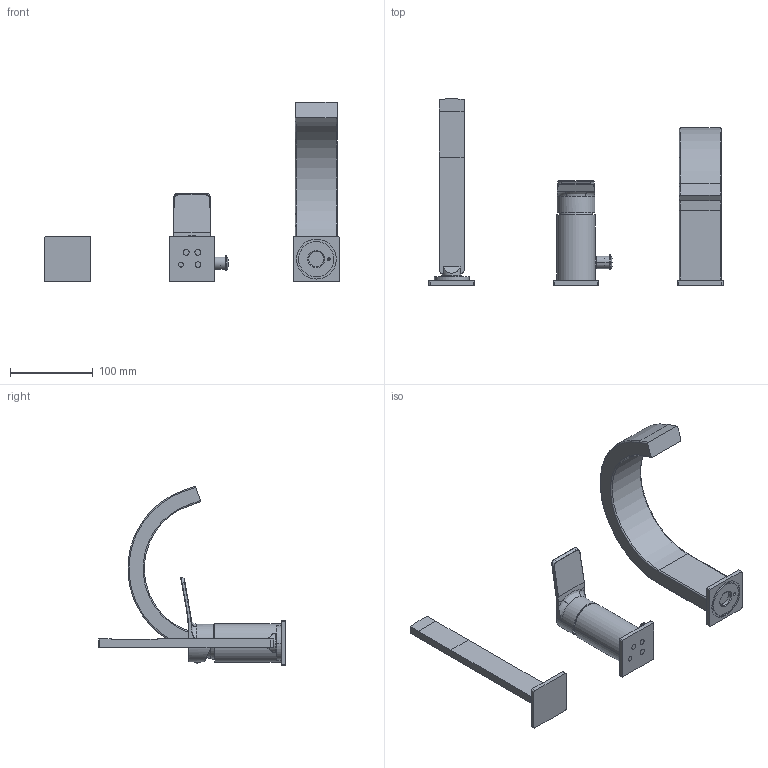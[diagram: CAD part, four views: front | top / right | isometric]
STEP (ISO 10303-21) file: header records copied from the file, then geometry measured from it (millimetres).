
FILE_DESCRIPTION((''),'2;1');
FILE_NAME('TI040CR','2021-11-08T17:22:05',('ut3'),('PAFFONI SpA'),'CREO PARAMETRIC BY PTC INC, 2020044','CREO PARAMETRIC BY PTC INC, 2020044','');
FILE_SCHEMA(('CONFIG_CONTROL_DESIGN','SHAPE_APPEARANCE_LAYERS_GROUPS'));
Length unit declared in the file: millimetre
Products named in the file (1): TI040CR
Bounding box: 355 x 224.89 x 216.96 mm (x, y, z)
Volume: 597935.4 mm3; surface area: 134050.8 mm2
Topology: 5 solids, 5 shells, 362 faces, 861 edges, 527 vertices
Faces by surface type: cylinder 144, plane 120, cone 56, torus 25, bspline 13, sphere 4
Entity records: 15057 total; most frequent: CARTESIAN_POINT 3849, DIRECTION 1831, ORIENTED_EDGE 1694, EDGE_CURVE 847, AXIS2_PLACEMENT_3D 721, VERTEX_POINT 527, EDGE_LOOP 410, FILL_AREA_STYLE_COLOUR 405
